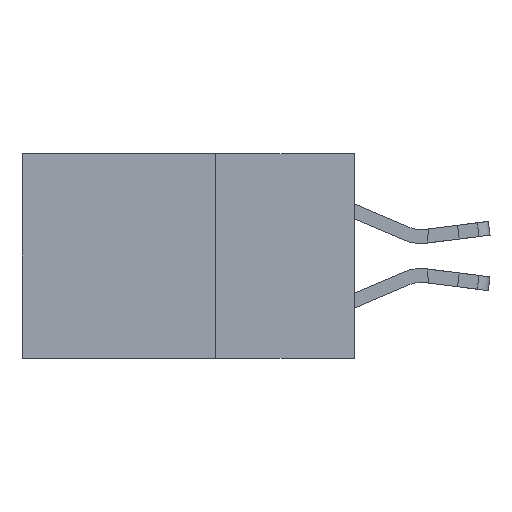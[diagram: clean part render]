
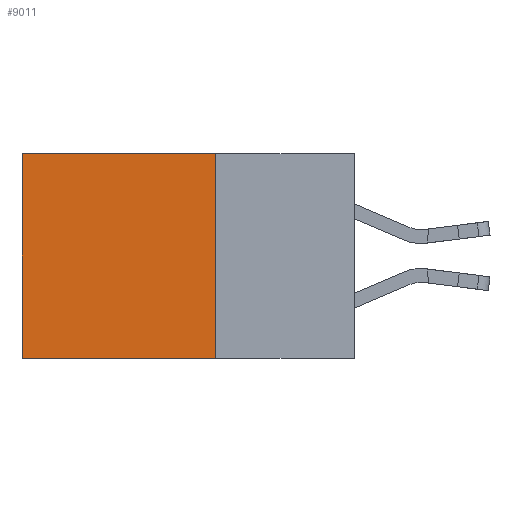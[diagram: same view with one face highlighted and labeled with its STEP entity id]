
A CAD part, left-side view. The second image highlights one B-rep face of the part: STEP entity #9011.
In plain terms, the highlighted planar face has unit normal (-1, 0, 0).
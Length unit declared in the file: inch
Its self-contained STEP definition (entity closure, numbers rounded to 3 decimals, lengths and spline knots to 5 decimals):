
#151 = VERTEX_POINT ( 'NONE', #5239 ) ;
#381 = ORIENTED_EDGE ( 'NONE', *, *, #12293, .F. ) ;
#553 = DIRECTION ( 'NONE',  ( 0., 1., 0. ) ) ;
#673 = VERTEX_POINT ( 'NONE', #1145 ) ;
#1145 = CARTESIAN_POINT ( 'NONE',  ( 0.298, 0.6, 0. ) ) ;
#2271 = VECTOR ( 'NONE', #14639, 39.37008 ) ;
#3083 = CARTESIAN_POINT ( 'NONE',  ( 0.298, 0.25, -0.37 ) ) ;
#3412 = CARTESIAN_POINT ( 'NONE',  ( 0.298, 0.25, -0.37 ) ) ;
#3740 = VECTOR ( 'NONE', #22209, 39.37008 ) ;
#3980 = EDGE_CURVE ( 'NONE', #10039, #9933, #18542, .T. ) ;
#4438 = ORIENTED_EDGE ( 'NONE', *, *, #10445, .T. ) ;
#5151 = AXIS2_PLACEMENT_3D ( 'NONE', #5572, #5555, #5498 ) ;
#5239 = CARTESIAN_POINT ( 'NONE',  ( 0.298, 0.25, 0. ) ) ;
#5498 = DIRECTION ( 'NONE',  ( 0., 0., -1. ) ) ;
#5555 = DIRECTION ( 'NONE',  ( 1., 0., 0. ) ) ;
#5572 = CARTESIAN_POINT ( 'NONE',  ( 0.298, 0.25, 0. ) ) ;
#5605 = PLANE ( 'NONE',  #5151 ) ;
#5793 = VECTOR ( 'NONE', #9302, 39.37008 ) ;
#5993 = ORIENTED_EDGE ( 'NONE', *, *, #3980, .F. ) ;
#8143 = VECTOR ( 'NONE', #553, 39.37008 ) ;
#8269 = ORIENTED_EDGE ( 'NONE', *, *, #17667, .T. ) ;
#8332 = CARTESIAN_POINT ( 'NONE',  ( 0.298, 0.6, 0. ) ) ;
#9011 = ADVANCED_FACE ( 'NONE', ( #11446 ), #5605, .F. ) ;
#9302 = DIRECTION ( 'NONE',  ( 0., 0., -1. ) ) ;
#9933 = VERTEX_POINT ( 'NONE', #11618 ) ;
#10039 = VERTEX_POINT ( 'NONE', #3083 ) ;
#10445 = EDGE_CURVE ( 'NONE', #151, #673, #12157, .T. ) ;
#10480 = LINE ( 'NONE', #21427, #5793 ) ;
#11446 = FACE_OUTER_BOUND ( 'NONE', #19537, .T. ) ;
#11618 = CARTESIAN_POINT ( 'NONE',  ( 0.298, 0.6, -0.37 ) ) ;
#12157 = LINE ( 'NONE', #12792, #2271 ) ;
#12293 = EDGE_CURVE ( 'NONE', #151, #10039, #10480, .T. ) ;
#12792 = CARTESIAN_POINT ( 'NONE',  ( 0.298, 0.25, 0. ) ) ;
#14639 = DIRECTION ( 'NONE',  ( 0., 1., 0. ) ) ;
#17667 = EDGE_CURVE ( 'NONE', #673, #9933, #22253, .T. ) ;
#18542 = LINE ( 'NONE', #3412, #8143 ) ;
#19537 = EDGE_LOOP ( 'NONE', ( #8269, #5993, #381, #4438 ) ) ;
#21427 = CARTESIAN_POINT ( 'NONE',  ( 0.298, 0.25, 0. ) ) ;
#22209 = DIRECTION ( 'NONE',  ( 0., 0., -1. ) ) ;
#22253 = LINE ( 'NONE', #8332, #3740 ) ;
